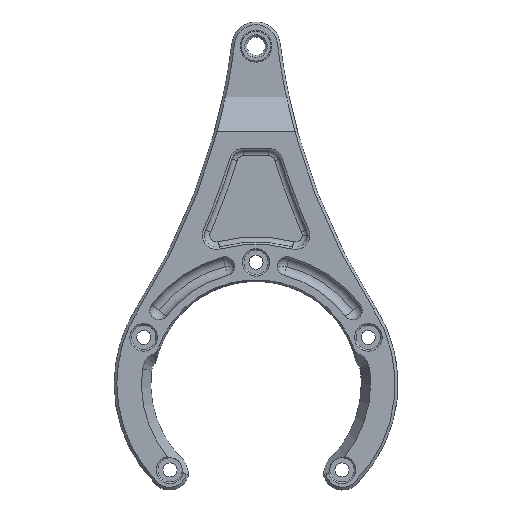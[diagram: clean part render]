
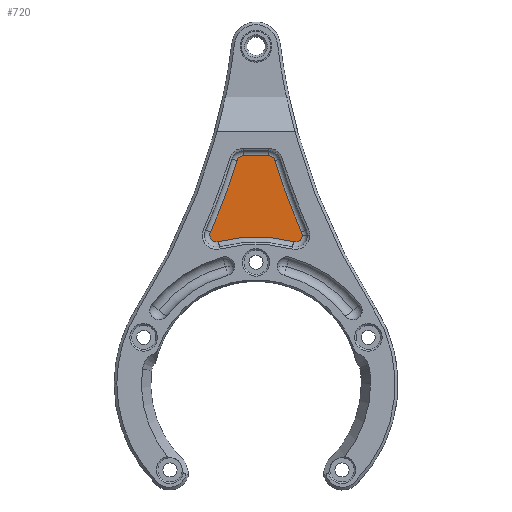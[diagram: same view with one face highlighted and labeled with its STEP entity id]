
A CAD part, top view. The second image highlights one B-rep face of the part: STEP entity #720.
In plain terms, the highlighted planar face has unit normal (0, 0, 1).
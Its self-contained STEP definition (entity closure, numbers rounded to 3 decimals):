
#9 = ORIENTED_EDGE ( 'NONE', *, *, #332, .T. ) ;
#65 = CARTESIAN_POINT ( 'NONE',  ( 14.609, 55.096, 10. ) ) ;
#203 = ORIENTED_EDGE ( 'NONE', *, *, #1785, .T. ) ;
#219 = DIRECTION ( 'NONE',  ( 0., 0., 1. ) ) ;
#238 = VECTOR ( 'NONE', #3254, 1000. ) ;
#301 = VERTEX_POINT ( 'NONE', #2411 ) ;
#332 = EDGE_CURVE ( 'NONE', #2751, #3679, #3485, .T. ) ;
#360 = DIRECTION ( 'NONE',  ( 1., 0., 0. ) ) ;
#418 = DIRECTION ( 'NONE',  ( 1., 0., 0. ) ) ;
#500 = AXIS2_PLACEMENT_3D ( 'NONE', #4301, #3118, #360 ) ;
#705 = AXIS2_PLACEMENT_3D ( 'NONE', #3452, #219, #4217 ) ;
#720 = ADVANCED_FACE ( 'NONE', ( #4227 ), #2613, .T. ) ;
#736 = VERTEX_POINT ( 'NONE', #1745 ) ;
#806 = CARTESIAN_POINT ( 'NONE',  ( -4.638, 84.408, 10. ) ) ;
#807 = DIRECTION ( 'NONE',  ( 0., 0., 1. ) ) ;
#915 = CARTESIAN_POINT ( 'NONE',  ( 14.609, 55.096, 10. ) ) ;
#1001 = AXIS2_PLACEMENT_3D ( 'NONE', #915, #3598, #418 ) ;
#1016 = CARTESIAN_POINT ( 'NONE',  ( -16.899, 56.101, 10. ) ) ;
#1066 = AXIS2_PLACEMENT_3D ( 'NONE', #4423, #2430, #2011 ) ;
#1186 = CARTESIAN_POINT ( 'NONE',  ( 13.969, 52.679, 10. ) ) ;
#1221 = VERTEX_POINT ( 'NONE', #4578 ) ;
#1243 = EDGE_CURVE ( 'NONE', #3023, #2964, #3596, .T. ) ;
#1300 = EDGE_LOOP ( 'NONE', ( #4515, #203, #2223, #3411, #4269, #9, #4552, #4486, #2338 ) ) ;
#1361 = CARTESIAN_POINT ( 'NONE',  ( 4.638, 81.908, 10. ) ) ;
#1399 = CIRCLE ( 'NONE', #1902, 2.5 ) ;
#1504 = CIRCLE ( 'NONE', #2602, 2.5 ) ;
#1745 = CARTESIAN_POINT ( 'NONE',  ( -7.027, 82.643, 10. ) ) ;
#1785 = EDGE_CURVE ( 'NONE', #2964, #1221, #1504, .T. ) ;
#1902 = AXIS2_PLACEMENT_3D ( 'NONE', #3614, #4455, #4826 ) ;
#1909 = DIRECTION ( 'NONE',  ( 0., 0., -1. ) ) ;
#2011 = DIRECTION ( 'NONE',  ( 1., 0., 0. ) ) ;
#2130 = CIRCLE ( 'NONE', #4135, 246. ) ;
#2194 = EDGE_CURVE ( 'NONE', #3468, #2846, #4935, .T. ) ;
#2223 = ORIENTED_EDGE ( 'NONE', *, *, #4435, .T. ) ;
#2338 = ORIENTED_EDGE ( 'NONE', *, *, #2936, .T. ) ;
#2407 = DIRECTION ( 'NONE',  ( 1., 0., 0. ) ) ;
#2411 = CARTESIAN_POINT ( 'NONE',  ( -4.638, 84.408, 10. ) ) ;
#2430 = DIRECTION ( 'NONE',  ( 0., 0., 1. ) ) ;
#2438 = CARTESIAN_POINT ( 'NONE',  ( 7.027, 82.643, 10. ) ) ;
#2487 = EDGE_CURVE ( 'NONE', #736, #2751, #2130, .T. ) ;
#2602 = AXIS2_PLACEMENT_3D ( 'NONE', #1361, #4494, #4182 ) ;
#2613 = PLANE ( 'NONE',  #705 ) ;
#2694 = CARTESIAN_POINT ( 'NONE',  ( 242.151, 154.981, 10. ) ) ;
#2696 = AXIS2_PLACEMENT_3D ( 'NONE', #2694, #1909, #5105 ) ;
#2751 = VERTEX_POINT ( 'NONE', #1016 ) ;
#2846 = VERTEX_POINT ( 'NONE', #4294 ) ;
#2936 = EDGE_CURVE ( 'NONE', #2846, #3023, #4948, .T. ) ;
#2964 = VERTEX_POINT ( 'NONE', #2438 ) ;
#2970 = CARTESIAN_POINT ( 'NONE',  ( -13.969, 52.679, 10. ) ) ;
#3023 = VERTEX_POINT ( 'NONE', #3237 ) ;
#3035 = AXIS2_PLACEMENT_3D ( 'NONE', #65, #807, #2407 ) ;
#3118 = DIRECTION ( 'NONE',  ( 0., 0., -1. ) ) ;
#3174 = CIRCLE ( 'NONE', #500, 54.5 ) ;
#3237 = CARTESIAN_POINT ( 'NONE',  ( 16.899, 56.101, 10. ) ) ;
#3254 = DIRECTION ( 'NONE',  ( -1., 0., 0. ) ) ;
#3344 = EDGE_CURVE ( 'NONE', #3679, #3468, #3174, .T. ) ;
#3352 = CARTESIAN_POINT ( 'NONE',  ( -242.151, 154.981, 10. ) ) ;
#3411 = ORIENTED_EDGE ( 'NONE', *, *, #5057, .T. ) ;
#3452 = CARTESIAN_POINT ( 'NONE',  ( -4.638, 81.908, 10. ) ) ;
#3468 = VERTEX_POINT ( 'NONE', #1186 ) ;
#3485 = CIRCLE ( 'NONE', #1066, 2.5 ) ;
#3596 = CIRCLE ( 'NONE', #2696, 246. ) ;
#3598 = DIRECTION ( 'NONE',  ( 0., 0., 1. ) ) ;
#3614 = CARTESIAN_POINT ( 'NONE',  ( -4.638, 81.908, 10. ) ) ;
#3679 = VERTEX_POINT ( 'NONE', #2970 ) ;
#3739 = DIRECTION ( 'NONE',  ( 1., 0., 0. ) ) ;
#3991 = LINE ( 'NONE', #806, #238 ) ;
#4135 = AXIS2_PLACEMENT_3D ( 'NONE', #3352, #4994, #3739 ) ;
#4182 = DIRECTION ( 'NONE',  ( 1., 0., 0. ) ) ;
#4217 = DIRECTION ( 'NONE',  ( 1., 0., 0. ) ) ;
#4227 = FACE_OUTER_BOUND ( 'NONE', #1300, .T. ) ;
#4269 = ORIENTED_EDGE ( 'NONE', *, *, #2487, .T. ) ;
#4294 = CARTESIAN_POINT ( 'NONE',  ( 17.109, 55.096, 10. ) ) ;
#4301 = CARTESIAN_POINT ( 'NONE',  ( 0., 0., 10. ) ) ;
#4423 = CARTESIAN_POINT ( 'NONE',  ( -14.609, 55.096, 10. ) ) ;
#4435 = EDGE_CURVE ( 'NONE', #1221, #301, #3991, .T. ) ;
#4455 = DIRECTION ( 'NONE',  ( 0., 0., 1. ) ) ;
#4486 = ORIENTED_EDGE ( 'NONE', *, *, #2194, .T. ) ;
#4494 = DIRECTION ( 'NONE',  ( 0., 0., 1. ) ) ;
#4515 = ORIENTED_EDGE ( 'NONE', *, *, #1243, .T. ) ;
#4552 = ORIENTED_EDGE ( 'NONE', *, *, #3344, .T. ) ;
#4578 = CARTESIAN_POINT ( 'NONE',  ( 4.638, 84.408, 10. ) ) ;
#4826 = DIRECTION ( 'NONE',  ( 1., 0., 0. ) ) ;
#4935 = CIRCLE ( 'NONE', #3035, 2.5 ) ;
#4948 = CIRCLE ( 'NONE', #1001, 2.5 ) ;
#4994 = DIRECTION ( 'NONE',  ( 0., 0., -1. ) ) ;
#5057 = EDGE_CURVE ( 'NONE', #301, #736, #1399, .T. ) ;
#5105 = DIRECTION ( 'NONE',  ( 1., 0., 0. ) ) ;
